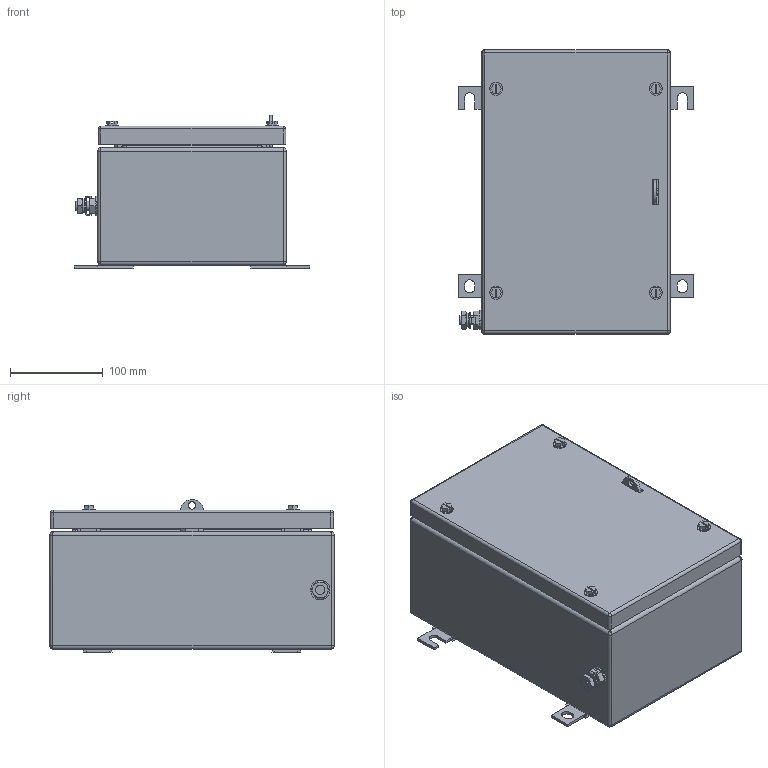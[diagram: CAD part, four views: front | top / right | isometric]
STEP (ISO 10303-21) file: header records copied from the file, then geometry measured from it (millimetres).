
FILE_DESCRIPTION(('CATIA V5 STEP Exchange','CAx-IF Rec.Pracs.--- Model Styling and Organization---1.4--- 2014-01-23'),'2;1');
FILE_NAME ('1523079-3_1_8000108831_8000108831_KTB_MH_302015_S4E0_S3D.stp','2023-05-04T08:32:32+00:00',('none'),('Weidmueller'),'CATIA Version 5-6 Release 2016 SP3 HF44','CATIA V5 STEP AP214','none');
FILE_SCHEMA(('AUTOMOTIVE_DESIGN { 1 0 10303 214 1 1 1 1 }'));
Products named in the file (1): KTB_MH_302015_S4E0_S3D
Bounding box: 254 x 306 x 165 mm (x, y, z)
Volume: 573741.4 mm3; surface area: 707372.1 mm2
Topology: 44 solids, 44 shells, 1386 faces, 3534 edges, 2234 vertices
Faces by surface type: plane 615, cylinder 475, cone 156, bspline 112, torus 20, sphere 8
Entity records: 49053 total; most frequent: CARTESIAN_POINT 17908, ORIENTED_EDGE 6956, DIRECTION 5217, EDGE_CURVE 3478, VERTEX_POINT 2234, AXIS2_PLACEMENT_3D 2019, VECTOR 1932, LINE 1932
